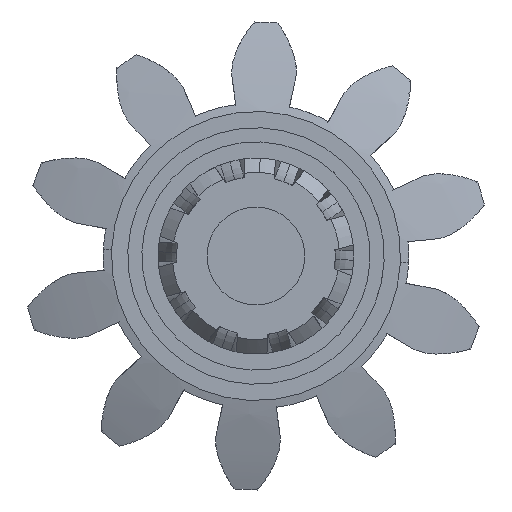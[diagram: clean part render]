
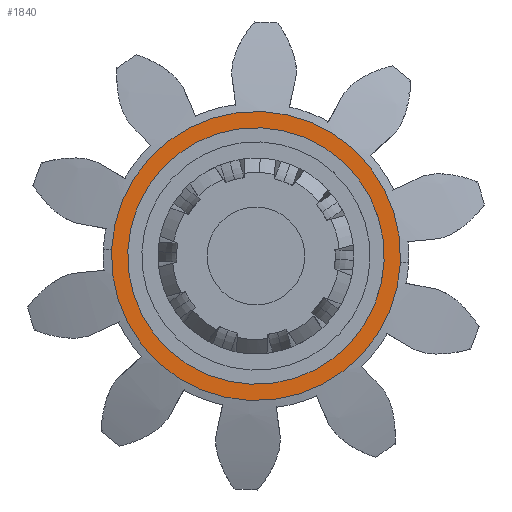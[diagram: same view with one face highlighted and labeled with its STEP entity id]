
A CAD part, front view. The second image highlights one B-rep face of the part: STEP entity #1840.
In plain terms, the highlighted face is planar.
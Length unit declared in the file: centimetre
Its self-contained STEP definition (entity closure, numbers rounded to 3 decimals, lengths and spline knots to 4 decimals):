
#356 = CIRCLE ( 'NONE', #2680, 2.8151 ) ;
#419 = VERTEX_POINT ( 'NONE', #4055 ) ;
#565 = ORIENTED_EDGE ( 'NONE', *, *, #5853, .F. ) ;
#698 = CARTESIAN_POINT ( 'NONE',  ( 0., 101.4428, -2.8151 ) ) ;
#714 = AXIS2_PLACEMENT_3D ( 'NONE', #3274, #3919, #7226 ) ;
#723 = CARTESIAN_POINT ( 'NONE',  ( 0., 101.4428, 0. ) ) ;
#853 = DIRECTION ( 'NONE',  ( 0., 0., -1. ) ) ;
#1357 = DIRECTION ( 'NONE',  ( 0., 0., 1. ) ) ;
#1376 = CARTESIAN_POINT ( 'NONE',  ( 0., 101.4428, 0. ) ) ;
#1488 = CARTESIAN_POINT ( 'NONE',  ( 0., 101.4428, 2.4976 ) ) ;
#1622 = DIRECTION ( 'NONE',  ( 0., -1., 0. ) ) ;
#1799 = EDGE_LOOP ( 'NONE', ( #7816, #6663 ) ) ;
#1840 = ADVANCED_FACE ( 'NONE', ( #6615, #7224 ), #5958, .F. ) ;
#2117 = VERTEX_POINT ( 'NONE', #1488 ) ;
#2623 = DIRECTION ( 'NONE',  ( 0., -1., 0. ) ) ;
#2654 = DIRECTION ( 'NONE',  ( 0., 1., 0. ) ) ;
#2666 = CARTESIAN_POINT ( 'NONE',  ( 0., 101.4428, 0. ) ) ;
#2680 = AXIS2_PLACEMENT_3D ( 'NONE', #7509, #1622, #853 ) ;
#3053 = AXIS2_PLACEMENT_3D ( 'NONE', #2666, #2623, #5914 ) ;
#3061 = CIRCLE ( 'NONE', #714, 2.4976 ) ;
#3274 = CARTESIAN_POINT ( 'NONE',  ( 0., 101.4428, 0. ) ) ;
#3609 = EDGE_CURVE ( 'NONE', #2117, #6300, #3061, .T. ) ;
#3919 = DIRECTION ( 'NONE',  ( 0., 1., 0. ) ) ;
#4055 = CARTESIAN_POINT ( 'NONE',  ( 0., 101.4428, 2.8151 ) ) ;
#4187 = CARTESIAN_POINT ( 'NONE',  ( 0., 101.4428, -2.4976 ) ) ;
#4611 = AXIS2_PLACEMENT_3D ( 'NONE', #723, #2654, #1357 ) ;
#5303 = AXIS2_PLACEMENT_3D ( 'NONE', #1376, #5486, #8129 ) ;
#5486 = DIRECTION ( 'NONE',  ( 0., -1., 0. ) ) ;
#5777 = EDGE_CURVE ( 'NONE', #6300, #2117, #6562, .T. ) ;
#5853 = EDGE_CURVE ( 'NONE', #419, #7470, #356, .T. ) ;
#5914 = DIRECTION ( 'NONE',  ( 1., 0., 0. ) ) ;
#5958 = PLANE ( 'NONE',  #3053 ) ;
#6009 = CIRCLE ( 'NONE', #5303, 2.8151 ) ;
#6249 = ORIENTED_EDGE ( 'NONE', *, *, #6412, .F. ) ;
#6300 = VERTEX_POINT ( 'NONE', #4187 ) ;
#6412 = EDGE_CURVE ( 'NONE', #7470, #419, #6009, .T. ) ;
#6562 = CIRCLE ( 'NONE', #4611, 2.4976 ) ;
#6615 = FACE_BOUND ( 'NONE', #1799, .T. ) ;
#6663 = ORIENTED_EDGE ( 'NONE', *, *, #3609, .F. ) ;
#7201 = EDGE_LOOP ( 'NONE', ( #6249, #565 ) ) ;
#7224 = FACE_OUTER_BOUND ( 'NONE', #7201, .T. ) ;
#7226 = DIRECTION ( 'NONE',  ( 0., 0., 1. ) ) ;
#7470 = VERTEX_POINT ( 'NONE', #698 ) ;
#7509 = CARTESIAN_POINT ( 'NONE',  ( 0., 101.4428, 0. ) ) ;
#7816 = ORIENTED_EDGE ( 'NONE', *, *, #5777, .F. ) ;
#8129 = DIRECTION ( 'NONE',  ( 0., 0., -1. ) ) ;
